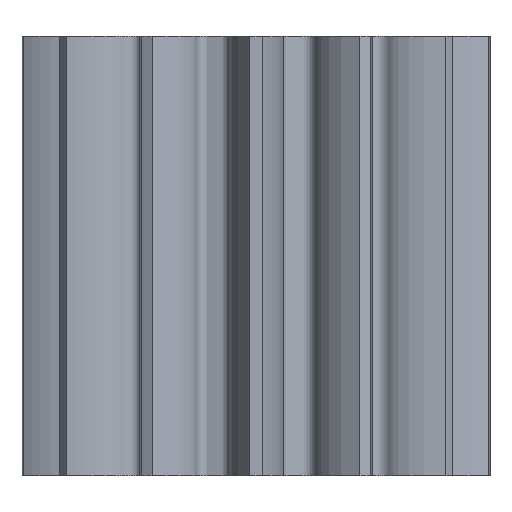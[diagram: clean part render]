
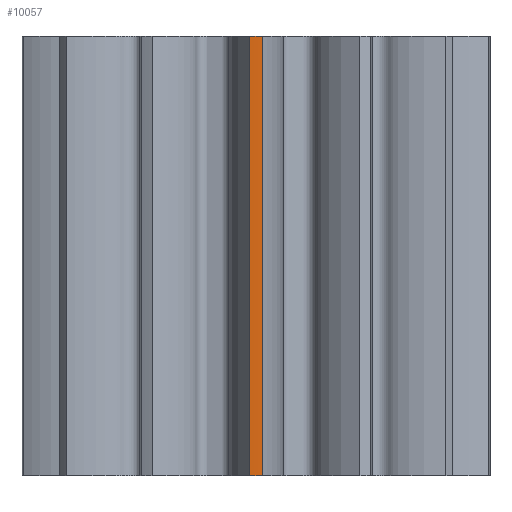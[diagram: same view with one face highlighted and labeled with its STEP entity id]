
A CAD part, left-side view. The second image highlights one B-rep face of the part: STEP entity #10057.
In plain terms, the highlighted cylindrical face has radius 10.184 mm (diameter 20.368 mm), a partial arc.
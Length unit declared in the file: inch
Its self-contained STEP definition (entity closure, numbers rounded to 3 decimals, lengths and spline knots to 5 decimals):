
#755 = VERTEX_POINT ( 'NONE', #1178 ) ;
#1056 = DIRECTION ( 'NONE',  ( 0., 0., 1. ) ) ;
#1138 = DIRECTION ( 'NONE',  ( 1., 0., 0. ) ) ;
#1178 = CARTESIAN_POINT ( 'NONE',  ( -0.40081, -0.01031, -0.375 ) ) ;
#1367 = CARTESIAN_POINT ( 'NONE',  ( 0., 0., 0.375 ) ) ;
#1471 = VECTOR ( 'NONE', #16675, 39.37008 ) ;
#2765 = VERTEX_POINT ( 'NONE', #15237 ) ;
#4245 = EDGE_CURVE ( 'NONE', #12952, #755, #11214, .T. ) ;
#5376 = CARTESIAN_POINT ( 'NONE',  ( -0.40081, 0.01031, 0.375 ) ) ;
#5787 = AXIS2_PLACEMENT_3D ( 'NONE', #12954, #9065, #10509 ) ;
#5861 = EDGE_CURVE ( 'NONE', #10726, #12952, #16145, .T. ) ;
#6021 = VECTOR ( 'NONE', #9862, 39.37008 ) ;
#6668 = CARTESIAN_POINT ( 'NONE',  ( 0., 0., -0.375 ) ) ;
#7265 = CARTESIAN_POINT ( 'NONE',  ( -0.40081, 0.01031, 0.375 ) ) ;
#8523 = ORIENTED_EDGE ( 'NONE', *, *, #4245, .F. ) ;
#8879 = FACE_OUTER_BOUND ( 'NONE', #10832, .T. ) ;
#9065 = DIRECTION ( 'NONE',  ( 0., 0., 1. ) ) ;
#9416 = DIRECTION ( 'NONE',  ( 1., 0., 0. ) ) ;
#9485 = ORIENTED_EDGE ( 'NONE', *, *, #14796, .T. ) ;
#9832 = AXIS2_PLACEMENT_3D ( 'NONE', #6668, #1056, #1138 ) ;
#9862 = DIRECTION ( 'NONE',  ( 0., 0., -1. ) ) ;
#10057 = ADVANCED_FACE ( 'NONE', ( #8879 ), #14407, .T. ) ;
#10509 = DIRECTION ( 'NONE',  ( 1., 0., 0. ) ) ;
#10726 = VERTEX_POINT ( 'NONE', #7265 ) ;
#10832 = EDGE_LOOP ( 'NONE', ( #8523, #17696, #12616, #9485 ) ) ;
#11214 = LINE ( 'NONE', #16740, #6021 ) ;
#12150 = DIRECTION ( 'NONE',  ( 0., 0., 1. ) ) ;
#12517 = LINE ( 'NONE', #5376, #1471 ) ;
#12616 = ORIENTED_EDGE ( 'NONE', *, *, #15889, .T. ) ;
#12952 = VERTEX_POINT ( 'NONE', #16157 ) ;
#12954 = CARTESIAN_POINT ( 'NONE',  ( 0., 0., 0. ) ) ;
#13825 = AXIS2_PLACEMENT_3D ( 'NONE', #1367, #12150, #9416 ) ;
#14407 = CYLINDRICAL_SURFACE ( 'NONE', #5787, 0.40094 ) ;
#14796 = EDGE_CURVE ( 'NONE', #2765, #755, #15922, .T. ) ;
#15237 = CARTESIAN_POINT ( 'NONE',  ( -0.40081, 0.01031, -0.375 ) ) ;
#15889 = EDGE_CURVE ( 'NONE', #10726, #2765, #12517, .T. ) ;
#15922 = CIRCLE ( 'NONE', #9832, 0.40094 ) ;
#16145 = CIRCLE ( 'NONE', #13825, 0.40094 ) ;
#16157 = CARTESIAN_POINT ( 'NONE',  ( -0.40081, -0.01031, 0.375 ) ) ;
#16675 = DIRECTION ( 'NONE',  ( 0., 0., -1. ) ) ;
#16740 = CARTESIAN_POINT ( 'NONE',  ( -0.40081, -0.01031, 0.375 ) ) ;
#17696 = ORIENTED_EDGE ( 'NONE', *, *, #5861, .F. ) ;
